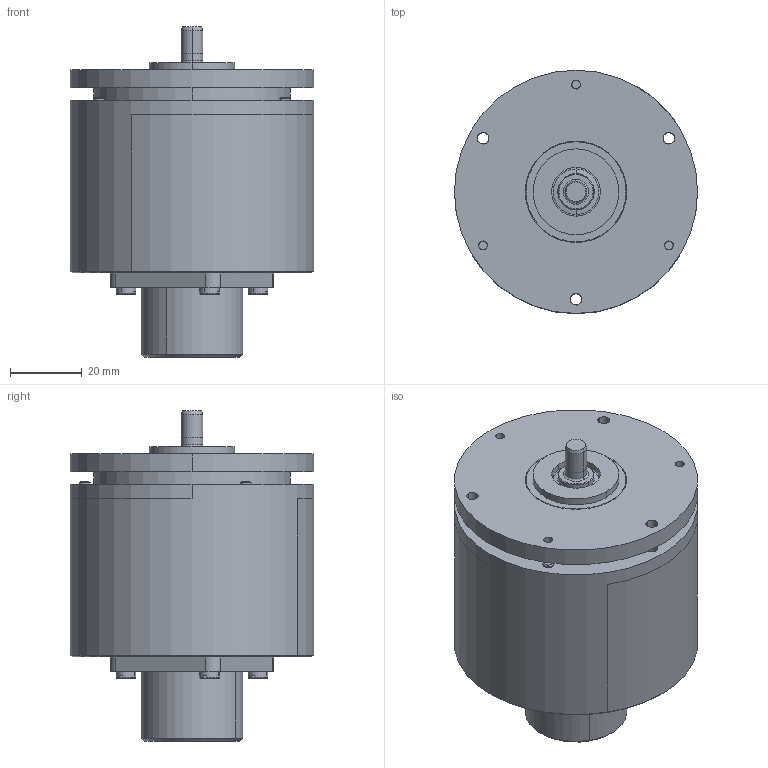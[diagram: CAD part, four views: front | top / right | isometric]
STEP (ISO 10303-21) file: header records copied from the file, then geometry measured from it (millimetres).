
FILE_DESCRIPTION((''),'2;1');
FILE_NAME('557330','2010-11-10T',('se2802'),(''),'PRO/ENGINEER BY PARAMETRIC TECHNOLOGY CORPORATION, 2010180','PRO/ENGINEER BY PARAMETRIC TECHNOLOGY CORPORATION, 2010180','');
FILE_SCHEMA(('CONFIG_CONTROL_DESIGN'));
Products named in the file (1): 557330
Bounding box: 68 x 68 x 92.3 mm (x, y, z)
Volume: 146868.4 mm3; surface area: 49905.2 mm2
Topology: 2 solids, 3 shells, 1670 faces, 4459 edges, 2926 vertices
Faces by surface type: plane 897, cylinder 357, extrusion 324, cone 64, torus 22, sphere 6
Entity records: 56688 total; most frequent: CARTESIAN_POINT 15764, ORIENTED_EDGE 8902, DIRECTION 7559, EDGE_CURVE 4451, VECTOR 2967, VERTEX_POINT 2926, LINE 2643, AXIS2_PLACEMENT_3D 2296
